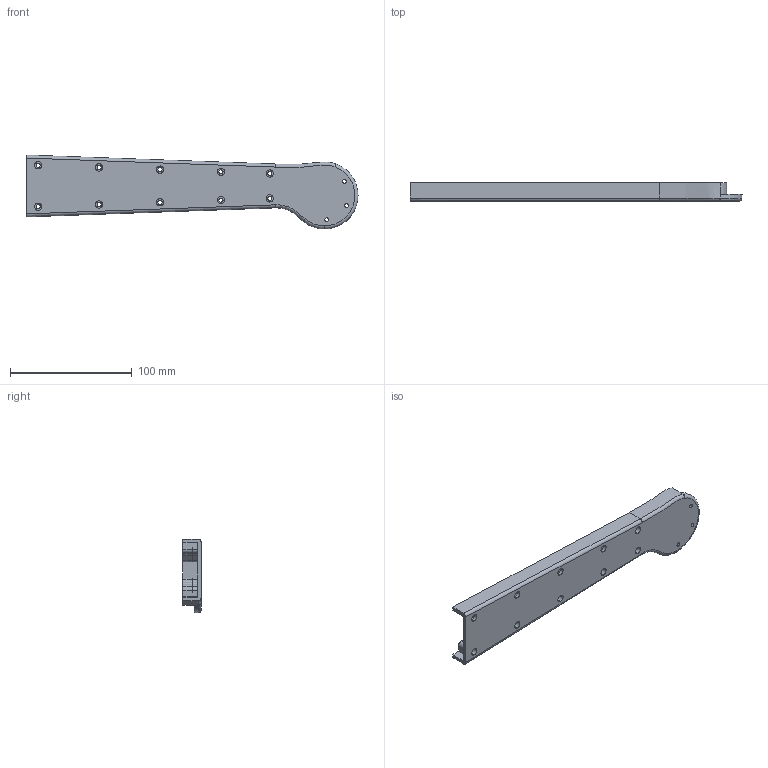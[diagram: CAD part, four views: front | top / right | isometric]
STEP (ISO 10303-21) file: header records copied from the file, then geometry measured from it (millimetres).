
FILE_DESCRIPTION (( 'STEP AP214' ), '1' );
FILE_NAME ('MirrorShank_Cover.STEP', '2023-12-11T13:49:48', ( '' ), ( '' ), 'SwSTEP 2.0', 'SolidWorks 2023', '' );
FILE_SCHEMA (( 'AUTOMOTIVE_DESIGN' ));
Length unit declared in the file: millimetre
Products named in the file (1): MirrorShank_Cover
Bounding box: 272.5 x 15 x 60.68 mm (x, y, z)
Volume: 80635.5 mm3; surface area: 40658.6 mm2
Topology: 1 solids, 1 shells, 120 faces, 318 edges, 210 vertices
Faces by surface type: cylinder 64, plane 50, bspline 4, torus 2
Entity records: 4122 total; most frequent: CARTESIAN_POINT 962, DIRECTION 676, ORIENTED_EDGE 636, EDGE_CURVE 318, AXIS2_PLACEMENT_3D 249, VERTEX_POINT 210, VECTOR 178, LINE 178
